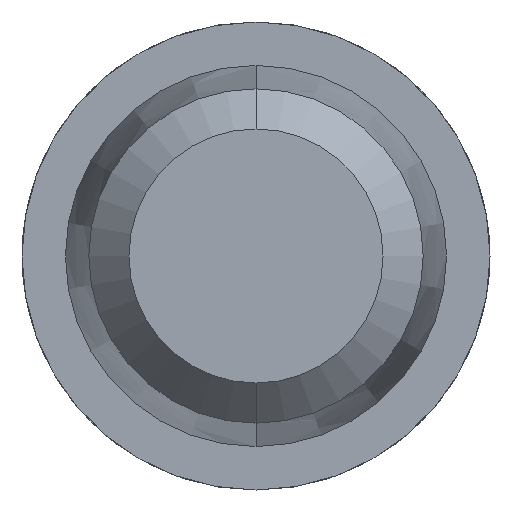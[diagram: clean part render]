
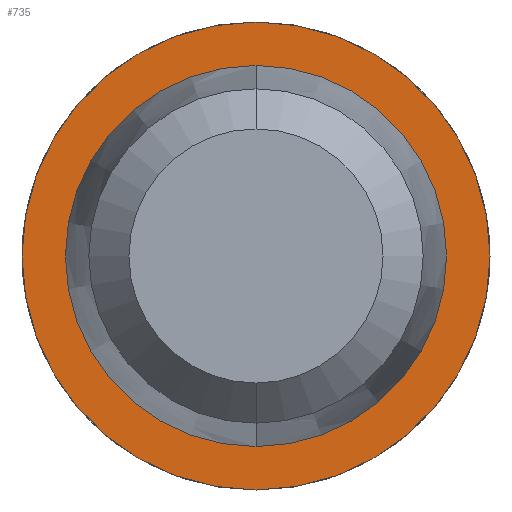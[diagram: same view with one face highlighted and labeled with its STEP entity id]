
A CAD part, front view. The second image highlights one B-rep face of the part: STEP entity #735.
In plain terms, the highlighted planar face has unit normal (0, -1, 0).
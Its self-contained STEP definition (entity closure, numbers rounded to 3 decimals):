
#19 = CARTESIAN_POINT ( 'NONE',  ( 0., 26., 0.57 ) ) ;
#23 = VERTEX_POINT ( 'NONE', #1523 ) ;
#26 = AXIS2_PLACEMENT_3D ( 'NONE', #176, #136, #1404 ) ;
#136 = DIRECTION ( 'NONE',  ( 0., -1., 0. ) ) ;
#176 = CARTESIAN_POINT ( 'NONE',  ( 0., 26., 0. ) ) ;
#219 = CARTESIAN_POINT ( 'NONE',  ( 0., 26., 0. ) ) ;
#232 = CARTESIAN_POINT ( 'NONE',  ( 0., 26., 0.7 ) ) ;
#279 = ORIENTED_EDGE ( 'NONE', *, *, #2788, .T. ) ;
#280 = CARTESIAN_POINT ( 'NONE',  ( 0., 26., 0. ) ) ;
#343 = EDGE_LOOP ( 'NONE', ( #3346, #279 ) ) ;
#405 = CARTESIAN_POINT ( 'NONE',  ( 0.57, 26., 0. ) ) ;
#416 = AXIS2_PLACEMENT_3D ( 'NONE', #2347, #3904, #2942 ) ;
#735 = ADVANCED_FACE ( 'Defeature ausgef�hrt2_13', ( #1339, #3469 ), #1279, .T. ) ;
#1031 = DIRECTION ( 'NONE',  ( 0., 0., -1. ) ) ;
#1237 = CIRCLE ( 'NONE', #2965, 0.57 ) ;
#1260 = DIRECTION ( 'NONE',  ( 0., -1., 0. ) ) ;
#1279 = PLANE ( 'NONE',  #2139 ) ;
#1339 = FACE_OUTER_BOUND ( 'NONE', #343, .T. ) ;
#1404 = DIRECTION ( 'NONE',  ( 0., 0., -1. ) ) ;
#1431 = DIRECTION ( 'NONE',  ( 0., -1., 0. ) ) ;
#1523 = CARTESIAN_POINT ( 'NONE',  ( 0., 26., -0.57 ) ) ;
#1524 = EDGE_CURVE ( 'Defeature ausgef�hrt2_13+Defeature ausgef�hrt2_14+Defeature ausgef�hrt2_14+Defeature ausgef�hrt2_14', #2541, #3607, #2580, .T. ) ;
#1707 = DIRECTION ( 'NONE',  ( 0., -1., 0. ) ) ;
#2009 = AXIS2_PLACEMENT_3D ( 'NONE', #219, #1431, #2993 ) ;
#2077 = CIRCLE ( 'NONE', #2009, 0.57 ) ;
#2139 = AXIS2_PLACEMENT_3D ( 'NONE', #405, #1260, #1031 ) ;
#2153 = VERTEX_POINT ( 'NONE', #19 ) ;
#2347 = CARTESIAN_POINT ( 'NONE',  ( 0., 26., 0. ) ) ;
#2499 = EDGE_CURVE ( 'Defeature ausgef�hrt2_12+Defeature ausgef�hrt2_13+Defeature ausgef�hrt2_13+Defeature ausgef�hrt2_13', #2153, #23, #1237, .T. ) ;
#2500 = ORIENTED_EDGE ( 'NONE', *, *, #2547, .F. ) ;
#2541 = VERTEX_POINT ( 'NONE', #2673 ) ;
#2547 = EDGE_CURVE ( 'Defeature ausgef�hrt2_12+Defeature ausgef�hrt2_13+Defeature ausgef�hrt2_13+Defeature ausgef�hrt2_13', #23, #2153, #2077, .T. ) ;
#2580 = CIRCLE ( 'NONE', #26, 0.7 ) ;
#2652 = EDGE_LOOP ( 'NONE', ( #3203, #2500 ) ) ;
#2673 = CARTESIAN_POINT ( 'NONE',  ( 0., 26., -0.7 ) ) ;
#2788 = EDGE_CURVE ( 'Defeature ausgef�hrt2_13+Defeature ausgef�hrt2_14+Defeature ausgef�hrt2_14+Defeature ausgef�hrt2_14', #3607, #2541, #3163, .T. ) ;
#2942 = DIRECTION ( 'NONE',  ( 0., 0., -1. ) ) ;
#2965 = AXIS2_PLACEMENT_3D ( 'NONE', #280, #1707, #3238 ) ;
#2993 = DIRECTION ( 'NONE',  ( 0., 0., -1. ) ) ;
#3163 = CIRCLE ( 'NONE', #416, 0.7 ) ;
#3203 = ORIENTED_EDGE ( 'NONE', *, *, #2499, .F. ) ;
#3238 = DIRECTION ( 'NONE',  ( 0., 0., -1. ) ) ;
#3346 = ORIENTED_EDGE ( 'NONE', *, *, #1524, .T. ) ;
#3469 = FACE_BOUND ( 'NONE', #2652, .T. ) ;
#3607 = VERTEX_POINT ( 'NONE', #232 ) ;
#3904 = DIRECTION ( 'NONE',  ( 0., -1., 0. ) ) ;
